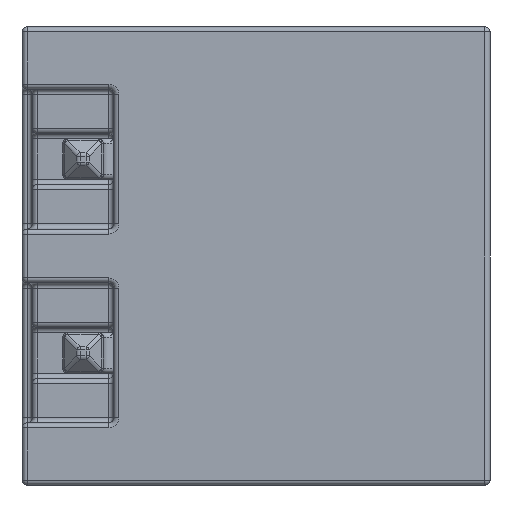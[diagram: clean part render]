
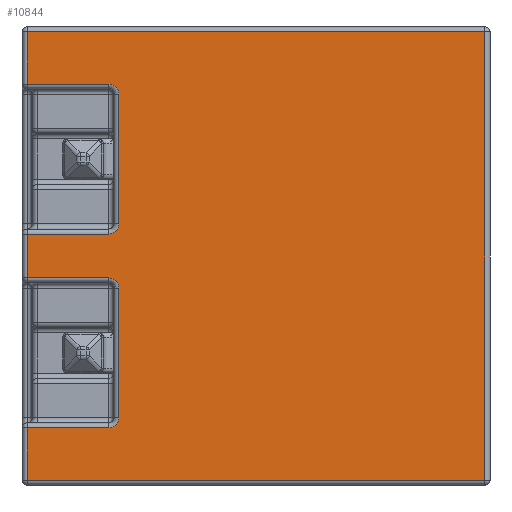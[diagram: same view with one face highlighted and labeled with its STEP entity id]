
A CAD part, front view. The second image highlights one B-rep face of the part: STEP entity #10844.
In plain terms, the highlighted planar face has unit normal (0, -1, 0).
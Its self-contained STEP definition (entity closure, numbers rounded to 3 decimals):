
#253 = DIRECTION ( 'NONE',  ( 0., 0., -1. ) ) ;
#599 = ORIENTED_EDGE ( 'NONE', *, *, #802, .T. ) ;
#746 = VERTEX_POINT ( 'NONE', #13905 ) ;
#802 = EDGE_CURVE ( 'NONE', #16716, #4312, #19777, .T. ) ;
#906 = DIRECTION ( 'NONE',  ( 1., 0., 0. ) ) ;
#1039 = DIRECTION ( 'NONE',  ( 1., 0., 0. ) ) ;
#1491 = DIRECTION ( 'NONE',  ( 0., 0., 1. ) ) ;
#1609 = VERTEX_POINT ( 'NONE', #6099 ) ;
#1665 = DIRECTION ( 'NONE',  ( 0., 0., 1. ) ) ;
#1745 = CARTESIAN_POINT ( 'NONE',  ( 0.5, -3., -1.475 ) ) ;
#1772 = LINE ( 'NONE', #7485, #6148 ) ;
#2333 = VECTOR ( 'NONE', #10763, 1000. ) ;
#2344 = CARTESIAN_POINT ( 'NONE',  ( -1.1, -3., 1.475 ) ) ;
#2720 = CARTESIAN_POINT ( 'NONE',  ( -1.1, -3., -1.475 ) ) ;
#2914 = EDGE_CURVE ( 'NONE', #6321, #746, #10212, .T. ) ;
#2927 = DIRECTION ( 'NONE',  ( 0., -1., 0. ) ) ;
#3223 = CARTESIAN_POINT ( 'NONE',  ( -1.1, -3., 2.5 ) ) ;
#3307 = LINE ( 'NONE', #15609, #11559 ) ;
#3340 = CARTESIAN_POINT ( 'NONE',  ( 0.7, -3., 1.275 ) ) ;
#3521 = VERTEX_POINT ( 'NONE', #15473 ) ;
#3662 = LINE ( 'NONE', #5354, #20581 ) ;
#3796 = VECTOR ( 'NONE', #7244, 1000. ) ;
#3932 = EDGE_CURVE ( 'NONE', #18354, #8895, #3662, .T. ) ;
#3948 = CARTESIAN_POINT ( 'NONE',  ( 0.7, -3., -6.41 ) ) ;
#4046 = ORIENTED_EDGE ( 'NONE', *, *, #6316, .F. ) ;
#4157 = EDGE_CURVE ( 'NONE', #8617, #746, #9286, .T. ) ;
#4201 = VECTOR ( 'NONE', #1665, 1000. ) ;
#4312 = VERTEX_POINT ( 'NONE', #3223 ) ;
#4320 = CARTESIAN_POINT ( 'NONE',  ( 0.7, -3., -2.535 ) ) ;
#4620 = ORIENTED_EDGE ( 'NONE', *, *, #15490, .F. ) ;
#4749 = CARTESIAN_POINT ( 'NONE',  ( -1.1, -3., -2.335 ) ) ;
#5354 = CARTESIAN_POINT ( 'NONE',  ( 0.7, -3., -6.41 ) ) ;
#5374 = PLANE ( 'NONE',  #17759 ) ;
#5617 = DIRECTION ( 'NONE',  ( 0., 0., -1. ) ) ;
#5721 = DIRECTION ( 'NONE',  ( -1., 0., 0. ) ) ;
#5926 = VECTOR ( 'NONE', #7754, 1000. ) ;
#6032 = VERTEX_POINT ( 'NONE', #9940 ) ;
#6099 = CARTESIAN_POINT ( 'NONE',  ( 0.5, -3., 1.475 ) ) ;
#6148 = VECTOR ( 'NONE', #906, 1000. ) ;
#6316 = EDGE_CURVE ( 'NONE', #7612, #8895, #16009, .T. ) ;
#6321 = VERTEX_POINT ( 'NONE', #4320 ) ;
#6522 = VERTEX_POINT ( 'NONE', #4749 ) ;
#6796 = CARTESIAN_POINT ( 'NONE',  ( -1.1, -3., -5.285 ) ) ;
#6947 = AXIS2_PLACEMENT_3D ( 'NONE', #18857, #9045, #20502 ) ;
#6983 = ORIENTED_EDGE ( 'NONE', *, *, #20008, .F. ) ;
#7244 = DIRECTION ( 'NONE',  ( -1., 0., 0. ) ) ;
#7313 = CIRCLE ( 'NONE', #19540, 0.2 ) ;
#7470 = CARTESIAN_POINT ( 'NONE',  ( 0.7, -3., -1.275 ) ) ;
#7485 = CARTESIAN_POINT ( 'NONE',  ( 0.6, -3., 1.475 ) ) ;
#7612 = VERTEX_POINT ( 'NONE', #1745 ) ;
#7684 = CARTESIAN_POINT ( 'NONE',  ( -1.1, -3., -6.41 ) ) ;
#7754 = DIRECTION ( 'NONE',  ( 0., 0., 1. ) ) ;
#7906 = ORIENTED_EDGE ( 'NONE', *, *, #4157, .F. ) ;
#8042 = ORIENTED_EDGE ( 'NONE', *, *, #8338, .T. ) ;
#8338 = EDGE_CURVE ( 'NONE', #17442, #1609, #1772, .T. ) ;
#8370 = LINE ( 'NONE', #12963, #12744 ) ;
#8617 = VERTEX_POINT ( 'NONE', #15021 ) ;
#8724 = ORIENTED_EDGE ( 'NONE', *, *, #20254, .T. ) ;
#8737 = DIRECTION ( 'NONE',  ( 0., -1., 0. ) ) ;
#8875 = FACE_OUTER_BOUND ( 'NONE', #9440, .T. ) ;
#8884 = LINE ( 'NONE', #9780, #17091 ) ;
#8895 = VERTEX_POINT ( 'NONE', #7470 ) ;
#8896 = ORIENTED_EDGE ( 'NONE', *, *, #13816, .F. ) ;
#8904 = CARTESIAN_POINT ( 'NONE',  ( -1.1, -3., -1.475 ) ) ;
#9045 = DIRECTION ( 'NONE',  ( 0., -1., 0. ) ) ;
#9082 = CARTESIAN_POINT ( 'NONE',  ( -1.1, -3., 2.5 ) ) ;
#9273 = DIRECTION ( 'NONE',  ( 0., -1., 0. ) ) ;
#9286 = CIRCLE ( 'NONE', #6947, 0.2 ) ;
#9440 = EDGE_LOOP ( 'NONE', ( #7906, #8724, #8896, #19223, #15732, #599, #11822, #8042, #6983, #12700, #4046, #12274, #11920, #20679, #4620, #12330 ) ) ;
#9593 = LINE ( 'NONE', #14100, #14205 ) ;
#9750 = VECTOR ( 'NONE', #18187, 1000. ) ;
#9759 = VERTEX_POINT ( 'NONE', #6796 ) ;
#9780 = CARTESIAN_POINT ( 'NONE',  ( -1.1, -3., -6.41 ) ) ;
#9940 = CARTESIAN_POINT ( 'NONE',  ( -1.1, -3., -6.31 ) ) ;
#10111 = DIRECTION ( 'NONE',  ( 0., -1., 0. ) ) ;
#10212 = LINE ( 'NONE', #3948, #14554 ) ;
#10300 = LINE ( 'NONE', #7684, #5926 ) ;
#10447 = VERTEX_POINT ( 'NONE', #2720 ) ;
#10763 = DIRECTION ( 'NONE',  ( -1., 0., 0. ) ) ;
#10844 = ADVANCED_FACE ( 'NONE', ( #8875 ), #5374, .T. ) ;
#11240 = EDGE_CURVE ( 'NONE', #3521, #16716, #12911, .T. ) ;
#11525 = CARTESIAN_POINT ( 'NONE',  ( 7.9, -3., -6.41 ) ) ;
#11559 = VECTOR ( 'NONE', #5721, 1000. ) ;
#11612 = AXIS2_PLACEMENT_3D ( 'NONE', #19892, #10111, #253 ) ;
#11822 = ORIENTED_EDGE ( 'NONE', *, *, #14372, .F. ) ;
#11920 = ORIENTED_EDGE ( 'NONE', *, *, #21198, .F. ) ;
#12274 = ORIENTED_EDGE ( 'NONE', *, *, #14153, .T. ) ;
#12330 = ORIENTED_EDGE ( 'NONE', *, *, #2914, .T. ) ;
#12447 = CARTESIAN_POINT ( 'NONE',  ( 0.5, -3., -2.335 ) ) ;
#12700 = ORIENTED_EDGE ( 'NONE', *, *, #3932, .T. ) ;
#12744 = VECTOR ( 'NONE', #1491, 1000. ) ;
#12743 = CARTESIAN_POINT ( 'NONE',  ( 0.5, -3., -2.535 ) ) ;
#12911 = LINE ( 'NONE', #11525, #4201 ) ;
#12963 = CARTESIAN_POINT ( 'NONE',  ( -1.1, -3., -6.41 ) ) ;
#13500 = CARTESIAN_POINT ( 'NONE',  ( 7.9, -3., 2.5 ) ) ;
#13628 = CIRCLE ( 'NONE', #11612, 0.2 ) ;
#13816 = EDGE_CURVE ( 'NONE', #6032, #9759, #10300, .T. ) ;
#13905 = CARTESIAN_POINT ( 'NONE',  ( 0.7, -3., -5.085 ) ) ;
#14100 = CARTESIAN_POINT ( 'NONE',  ( 0.6, -3., -2.335 ) ) ;
#14112 = LINE ( 'NONE', #14752, #9750 ) ;
#14153 = EDGE_CURVE ( 'NONE', #7612, #10447, #21205, .T. ) ;
#14205 = VECTOR ( 'NONE', #1039, 1000. ) ;
#14372 = EDGE_CURVE ( 'NONE', #17442, #4312, #8370, .T. ) ;
#14412 = DIRECTION ( 'NONE',  ( 0., 0., -1. ) ) ;
#14554 = VECTOR ( 'NONE', #5617, 1000. ) ;
#14752 = CARTESIAN_POINT ( 'NONE',  ( 7.9, -3., -6.31 ) ) ;
#15021 = CARTESIAN_POINT ( 'NONE',  ( 0.5, -3., -5.285 ) ) ;
#15473 = CARTESIAN_POINT ( 'NONE',  ( 7.9, -3., -6.31 ) ) ;
#15490 = EDGE_CURVE ( 'NONE', #6321, #18706, #7313, .T. ) ;
#15609 = CARTESIAN_POINT ( 'NONE',  ( -1.1, -3., -5.285 ) ) ;
#15732 = ORIENTED_EDGE ( 'NONE', *, *, #11240, .T. ) ;
#15931 = EDGE_CURVE ( 'NONE', #6522, #18706, #9593, .T. ) ;
#16009 = CIRCLE ( 'NONE', #20074, 0.2 ) ;
#16716 = VERTEX_POINT ( 'NONE', #13500 ) ;
#17091 = VECTOR ( 'NONE', #21200, 1000. ) ;
#17442 = VERTEX_POINT ( 'NONE', #2344 ) ;
#17759 = AXIS2_PLACEMENT_3D ( 'NONE', #18545, #8737, #20183 ) ;
#18187 = DIRECTION ( 'NONE',  ( 1., 0., 0. ) ) ;
#18354 = VERTEX_POINT ( 'NONE', #3340 ) ;
#18405 = EDGE_CURVE ( 'NONE', #6032, #3521, #14112, .T. ) ;
#18545 = CARTESIAN_POINT ( 'NONE',  ( -1.1, -3., -6.41 ) ) ;
#18706 = VERTEX_POINT ( 'NONE', #12447 ) ;
#18857 = CARTESIAN_POINT ( 'NONE',  ( 0.5, -3., -5.085 ) ) ;
#19082 = CARTESIAN_POINT ( 'NONE',  ( 0.5, -3., -1.275 ) ) ;
#19223 = ORIENTED_EDGE ( 'NONE', *, *, #18405, .T. ) ;
#19540 = AXIS2_PLACEMENT_3D ( 'NONE', #12743, #2927, #14412 ) ;
#19777 = LINE ( 'NONE', #9082, #2333 ) ;
#19892 = CARTESIAN_POINT ( 'NONE',  ( 0.5, -3., 1.275 ) ) ;
#20008 = EDGE_CURVE ( 'NONE', #18354, #1609, #13628, .T. ) ;
#20074 = AXIS2_PLACEMENT_3D ( 'NONE', #19082, #9273, #20719 ) ;
#20096 = DIRECTION ( 'NONE',  ( 0., 0., -1. ) ) ;
#20183 = DIRECTION ( 'NONE',  ( 0., 0., -1. ) ) ;
#20254 = EDGE_CURVE ( 'NONE', #8617, #9759, #3307, .T. ) ;
#20502 = DIRECTION ( 'NONE',  ( 0., 0., -1. ) ) ;
#20581 = VECTOR ( 'NONE', #20096, 1000. ) ;
#20679 = ORIENTED_EDGE ( 'NONE', *, *, #15931, .T. ) ;
#20719 = DIRECTION ( 'NONE',  ( 0., 0., -1. ) ) ;
#21198 = EDGE_CURVE ( 'NONE', #6522, #10447, #8884, .T. ) ;
#21200 = DIRECTION ( 'NONE',  ( 0., 0., 1. ) ) ;
#21205 = LINE ( 'NONE', #8904, #3796 ) ;
